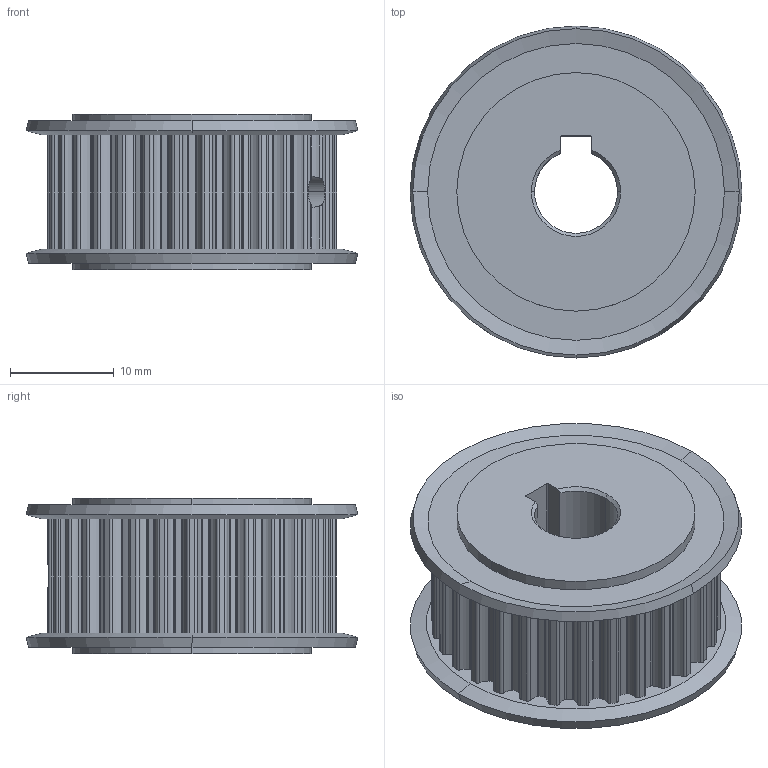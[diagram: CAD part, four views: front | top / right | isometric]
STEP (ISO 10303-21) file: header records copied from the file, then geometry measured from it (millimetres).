
FILE_DESCRIPTION (( 'STEP AP214' ), '1' );
FILE_NAME ('XSK3M-30Z-A10-A-N8.STEP', '2019-09-02T05:58:33', ( 'Microsoft' ), ( 'Microsoft' ), 'SwSTEP 2.0', 'SolidWorks 2015', '' );
FILE_SCHEMA (( 'AUTOMOTIVE_DESIGN' ));
Length unit declared in the file: millimetre
Products named in the file (1): XSK3M-30Z-A10-A-N8
Bounding box: 32 x 32 x 15 mm (x, y, z)
Volume: 7633.3 mm3; surface area: 4195.4 mm2
Topology: 1 solids, 1 shells, 323 faces, 948 edges, 628 vertices
Faces by surface type: cylinder 295, cone 16, plane 12
Entity records: 11324 total; most frequent: CARTESIAN_POINT 2212, DIRECTION 2124, ORIENTED_EDGE 1896, EDGE_CURVE 948, AXIS2_PLACEMENT_3D 900, VERTEX_POINT 628, CIRCLE 576, EDGE_LOOP 330
